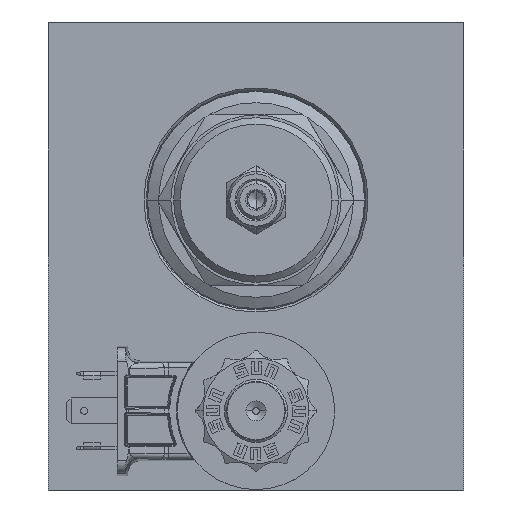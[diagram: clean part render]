
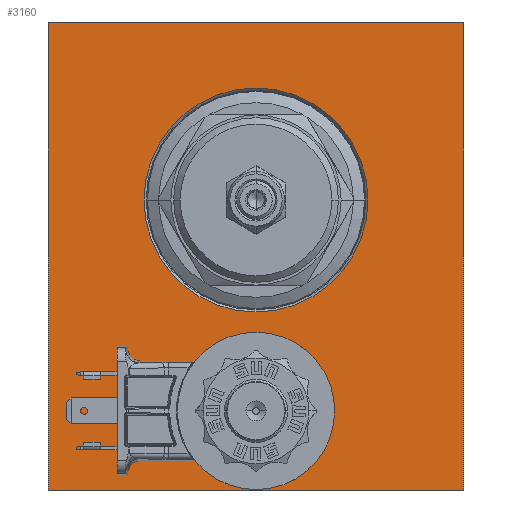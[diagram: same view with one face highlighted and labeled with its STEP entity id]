
A CAD part, front view. The second image highlights one B-rep face of the part: STEP entity #3160.
In plain terms, the highlighted planar face has unit normal (0, -1, 0).
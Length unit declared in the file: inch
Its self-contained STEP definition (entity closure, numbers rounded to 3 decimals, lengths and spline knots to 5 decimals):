
#5=DIRECTION('',(1.,0.,0.));
#6=VECTOR('',#5,3.938);
#7=CARTESIAN_POINT('',(0.,-6.25,0.));
#8=LINE('',#7,#6);
#145=DIRECTION('',(0.,0.,1.));
#146=VECTOR('',#145,4.438);
#147=CARTESIAN_POINT('',(3.938,-6.25,0.));
#148=LINE('',#147,#146);
#199=DIRECTION('',(0.,0.,1.));
#200=VECTOR('',#199,4.438);
#201=CARTESIAN_POINT('',(0.,-6.25,0.));
#202=LINE('',#201,#200);
#203=CARTESIAN_POINT('',(1.969,-6.25,2.75));
#204=DIRECTION('',(0.,1.,0.));
#205=DIRECTION('',(-0.643,0.,-0.766));
#206=AXIS2_PLACEMENT_3D('',#203,#204,#205);
#208=CARTESIAN_POINT('',(1.969,-6.25,2.75));
#209=DIRECTION('',(0.,1.,0.));
#210=DIRECTION('',(0.643,0.,0.766));
#211=AXIS2_PLACEMENT_3D('',#208,#209,#210);
#213=CARTESIAN_POINT('',(1.969,-6.25,0.75));
#214=DIRECTION('',(0.,1.,0.));
#215=DIRECTION('',(0.,0.,-1.));
#216=AXIS2_PLACEMENT_3D('',#213,#214,#215);
#218=CARTESIAN_POINT('',(1.969,-6.25,0.75));
#219=DIRECTION('',(0.,1.,0.));
#220=DIRECTION('',(0.,0.,1.));
#221=AXIS2_PLACEMENT_3D('',#218,#219,#220);
#235=DIRECTION('',(1.,0.,0.));
#236=VECTOR('',#235,3.938);
#237=CARTESIAN_POINT('',(0.,-6.25,4.438));
#238=LINE('',#237,#236);
#2504=CARTESIAN_POINT('',(0.,-6.25,0.));
#2506=VERTEX_POINT('',#2504);
#2507=CARTESIAN_POINT('',(3.938,-6.25,0.));
#2508=VERTEX_POINT('',#2507);
#2512=CARTESIAN_POINT('',(0.,-6.25,4.438));
#2514=VERTEX_POINT('',#2512);
#2515=CARTESIAN_POINT('',(3.938,-6.25,4.438));
#2516=VERTEX_POINT('',#2515);
#2629=CARTESIAN_POINT('',(2.65164,-6.25,3.56354));
#2631=VERTEX_POINT('',#2629);
#2647=CARTESIAN_POINT('',(1.28636,-6.25,1.93646));
#2648=VERTEX_POINT('',#2647);
#2701=CARTESIAN_POINT('',(1.969,-6.25,1.12183));
#2702=VERTEX_POINT('',#2701);
#2703=CARTESIAN_POINT('',(1.969,-6.25,0.37817));
#2704=VERTEX_POINT('',#2703);
#3136=CARTESIAN_POINT('',(0.,-6.25,0.));
#3137=DIRECTION('',(0.,-1.,0.));
#3138=DIRECTION('',(1.,0.,0.));
#3139=AXIS2_PLACEMENT_3D('',#3136,#3137,#3138);
#3140=PLANE('',#3139);
#3141=ORIENTED_EDGE('',*,*,#2982,.F.);
#3142=ORIENTED_EDGE('',*,*,#3031,.T.);
#3144=ORIENTED_EDGE('',*,*,#3143,.T.);
#3145=ORIENTED_EDGE('',*,*,#3098,.F.);
#3146=EDGE_LOOP('',(#3141,#3142,#3144,#3145));
#3147=FACE_OUTER_BOUND('',#3146,.F.);
#3149=ORIENTED_EDGE('',*,*,#3148,.F.);
#3151=ORIENTED_EDGE('',*,*,#3150,.F.);
#3152=EDGE_LOOP('',(#3149,#3151));
#3153=FACE_BOUND('',#3152,.F.);
#3155=ORIENTED_EDGE('',*,*,#3154,.F.);
#3157=ORIENTED_EDGE('',*,*,#3156,.F.);
#3158=EDGE_LOOP('',(#3155,#3157));
#3159=FACE_BOUND('',#3158,.F.);
#3160=ADVANCED_FACE('',(#3147,#3153,#3159),#3140,.T.);
#207=CIRCLE('',#206,1.062);
#212=CIRCLE('',#211,1.062);
#217=CIRCLE('',#216,0.37183);
#222=CIRCLE('',#221,0.37183);
#2982=EDGE_CURVE('',#2506,#2508,#8,.T.);
#3031=EDGE_CURVE('',#2506,#2514,#202,.T.);
#3098=EDGE_CURVE('',#2508,#2516,#148,.T.);
#3143=EDGE_CURVE('',#2514,#2516,#238,.T.);
#3148=EDGE_CURVE('',#2648,#2631,#207,.T.);
#3150=EDGE_CURVE('',#2631,#2648,#212,.T.);
#3154=EDGE_CURVE('',#2704,#2702,#217,.T.);
#3156=EDGE_CURVE('',#2702,#2704,#222,.T.);
